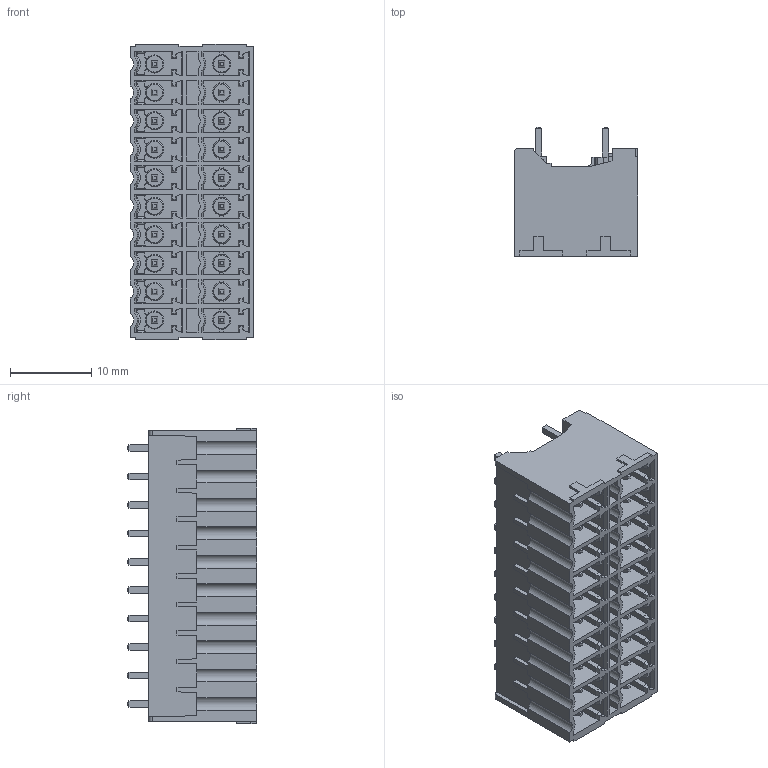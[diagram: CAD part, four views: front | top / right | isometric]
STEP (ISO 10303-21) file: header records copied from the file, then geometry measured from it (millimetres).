
FILE_DESCRIPTION((''),'2;1');
FILE_NAME('TLPHDC-007V-16P-X','2022-08-30T',('yanfa'),(''),'PRO/ENGINEER BY PARAMETRIC TECHNOLOGY CORPORATION, 2013240','PRO/ENGINEER BY PARAMETRIC TECHNOLOGY CORPORATION, 2013240','');
FILE_SCHEMA(('CONFIG_CONTROL_DESIGN'));
Products named in the file (1): TLPHDC-007V-16P-X
Bounding box: 15.2 x 15.9 x 36.4 mm (x, y, z)
Volume: 4248 mm3; surface area: 6783.5 mm2
Topology: 1 solids, 1 shells, 2032 faces, 5550 edges, 3590 vertices
Faces by surface type: plane 1630, cylinder 222, cone 150, bspline 20, torus 10
Entity records: 64500 total; most frequent: CARTESIAN_POINT 13582, ORIENTED_EDGE 11100, DIRECTION 9694, EDGE_CURVE 5550, VECTOR 4586, LINE 4586, VERTEX_POINT 3590, AXIS2_PLACEMENT_3D 2554
